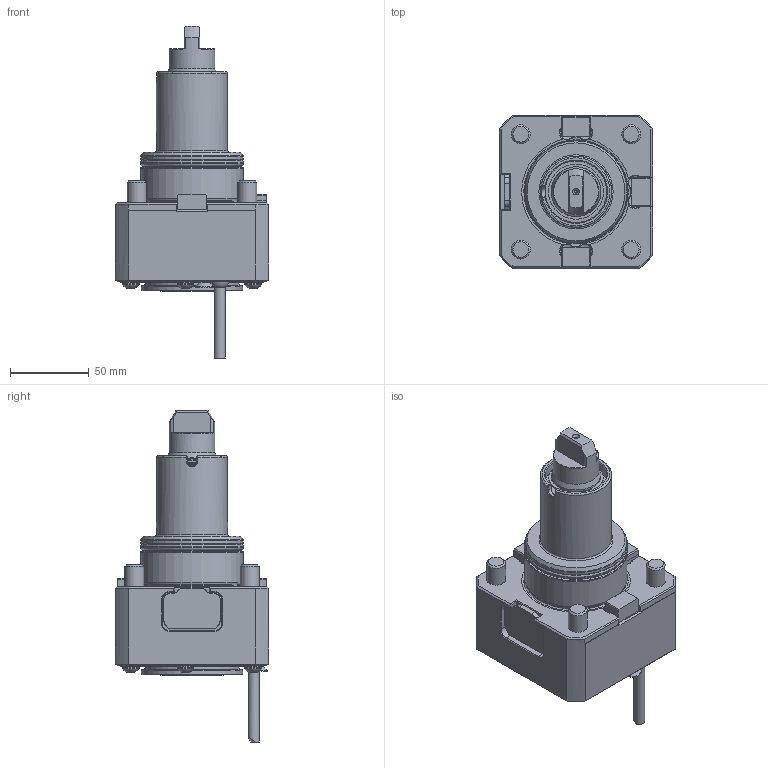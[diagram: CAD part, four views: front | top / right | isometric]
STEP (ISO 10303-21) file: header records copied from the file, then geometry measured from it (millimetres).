
FILE_DESCRIPTION(/* description */ ('Unknown'),/* implementation_level */ '2;1');
FILE_NAME(/* name */ 'C4-DNE-BT65A-E-D',/* time_stamp */ '2023-04-17T13:21:03+02:00',/* author */ ('WTO KS'),/* organization */ ('WTO'),/* preprocessor_version */ 'ST-DEVELOPER v16.7',/* originating_system */ 'DEX',/* authorisation */ $);
FILE_SCHEMA (('AUTOMOTIVE_DESIGN {1 0 10303 214 3 1 1}'));
Length unit declared in the file: millimetre
Products named in the file (1): C4-DNE-BT65A-I-D
Bounding box: 97 x 97 x 210.3 mm (x, y, z)
Volume: 672457.6 mm3; surface area: 68845.2 mm2
Topology: 1 solids, 1 shells, 386 faces, 1038 edges, 658 vertices
Faces by surface type: plane 201, cone 90, cylinder 73, torus 15, sphere 5, bspline 2
Full cylindrical faces by diameter (mm): 2 x1, 2.5 x1, 4 x3, 6 x5, 7 x1, 10.5 x4, 12 x5, 14.5 x1, 18.5 x1, 29 x1, 31.5 x1, 34.85 x1, 39 x1, 45 x1, 58.8 x1, 60 x1, 64.3 x1, 64.4 x1, 64.9 x2, 65 x1, 70.8 x1
Entity records: 11560 total; most frequent: CARTESIAN_POINT 2598, DIRECTION 1813, ORIENTED_EDGE 1784, EDGE_CURVE 892, AXIS2_PLACEMENT_3D 698, VERTEX_POINT 612, FACE_BOUND 524, EDGE_LOOP 517
